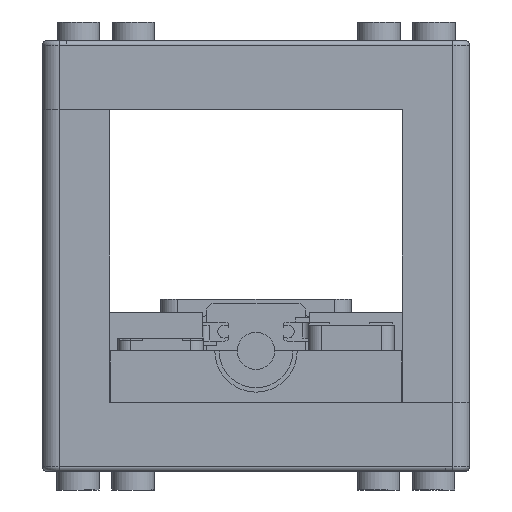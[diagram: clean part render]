
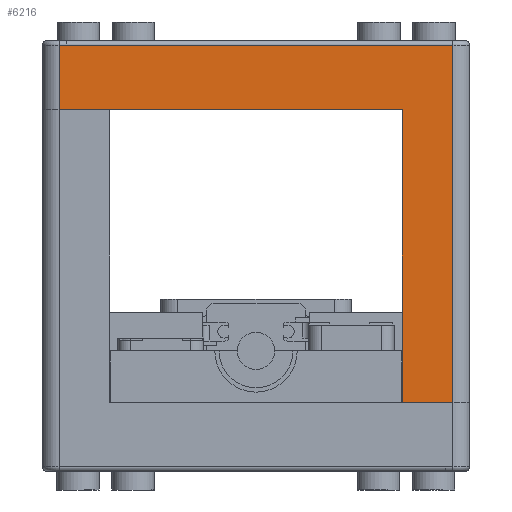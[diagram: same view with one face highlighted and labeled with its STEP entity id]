
A CAD part, front view. The second image highlights one B-rep face of the part: STEP entity #6216.
In plain terms, the highlighted face is planar.
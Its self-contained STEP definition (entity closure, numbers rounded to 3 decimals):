
#698=FACE_OUTER_BOUND('',#1090,.T.);
#1090=EDGE_LOOP('',(#4626,#4627,#4628,#4629,#4630,#4631));
#1581=LINE('',#9742,#2196);
#1583=LINE('',#9751,#2198);
#1585=LINE('',#9757,#2200);
#1592=LINE('',#9776,#2207);
#1593=LINE('',#9778,#2208);
#1594=LINE('',#9779,#2209);
#2196=VECTOR('',#7883,10.);
#2198=VECTOR('',#7895,10.);
#2200=VECTOR('',#7901,10.);
#2207=VECTOR('',#7922,10.);
#2208=VECTOR('',#7923,10.);
#2209=VECTOR('',#7924,10.);
#2832=VERTEX_POINT('',#9733);
#2834=VERTEX_POINT('',#9740);
#2835=VERTEX_POINT('',#9745);
#2837=VERTEX_POINT('',#9753);
#2843=VERTEX_POINT('',#9775);
#2844=VERTEX_POINT('',#9777);
#3509=EDGE_CURVE('',#2834,#2832,#1581,.T.);
#3514=EDGE_CURVE('',#2832,#2835,#1583,.T.);
#3517=EDGE_CURVE('',#2835,#2837,#1585,.T.);
#3526=EDGE_CURVE('',#2843,#2834,#1592,.T.);
#3527=EDGE_CURVE('',#2843,#2844,#1593,.T.);
#3528=EDGE_CURVE('',#2837,#2844,#1594,.T.);
#4626=ORIENTED_EDGE('',*,*,#3517,.F.);
#4627=ORIENTED_EDGE('',*,*,#3514,.F.);
#4628=ORIENTED_EDGE('',*,*,#3509,.F.);
#4629=ORIENTED_EDGE('',*,*,#3526,.F.);
#4630=ORIENTED_EDGE('',*,*,#3527,.T.);
#4631=ORIENTED_EDGE('',*,*,#3528,.F.);
#5930=PLANE('',#6857);
#6216=ADVANCED_FACE('',(#698),#5930,.T.);
#6857=AXIS2_PLACEMENT_3D('',#9774,#7920,#7921);
#7883=DIRECTION('',(0.,0.,-1.));
#7895=DIRECTION('',(0.,-1.,0.));
#7901=DIRECTION('',(0.,0.,1.));
#7920=DIRECTION('center_axis',(1.,0.,0.));
#7921=DIRECTION('ref_axis',(0.,1.,0.));
#7922=DIRECTION('',(0.,1.,0.));
#7923=DIRECTION('',(0.,0.,1.));
#7924=DIRECTION('',(0.,1.,0.));
#9733=CARTESIAN_POINT('',(24.9,22.9,0.5));
#9740=CARTESIAN_POINT('',(24.9,22.9,8.));
#9742=CARTESIAN_POINT('',(24.9,22.9,0.));
#9745=CARTESIAN_POINT('',(24.9,-22.9,0.5));
#9751=CARTESIAN_POINT('',(24.9,-12.45,0.5));
#9753=CARTESIAN_POINT('',(24.9,-22.9,42.1));
#9757=CARTESIAN_POINT('',(24.9,-22.9,0.));
#9774=CARTESIAN_POINT('Origin',(24.9,-24.9,0.));
#9775=CARTESIAN_POINT('',(24.9,-17.02,8.));
#9776=CARTESIAN_POINT('',(24.9,24.9,8.));
#9777=CARTESIAN_POINT('',(24.9,-17.02,42.1));
#9778=CARTESIAN_POINT('',(24.9,-17.02,8.));
#9779=CARTESIAN_POINT('',(24.9,-24.9,42.1));
